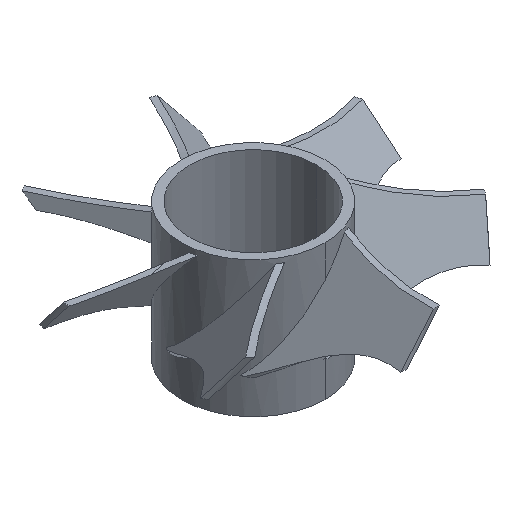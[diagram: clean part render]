
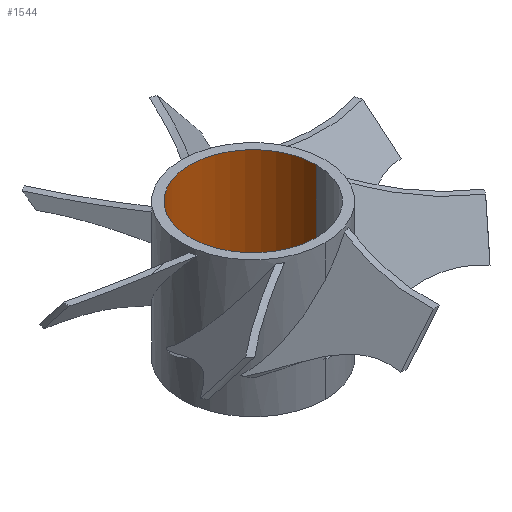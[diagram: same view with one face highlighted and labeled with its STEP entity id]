
A CAD part, isometric view. The second image highlights one B-rep face of the part: STEP entity #1544.
In plain terms, the highlighted cylindrical face has radius 13.188 mm (diameter 26.377 mm), a partial arc.
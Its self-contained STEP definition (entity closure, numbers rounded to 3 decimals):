
#11 = ORIENTED_EDGE ( 'NONE', *, *, #2034, .F. ) ;
#14 = EDGE_LOOP ( 'NONE', ( #2109, #11, #56, #1749 ) ) ;
#56 = ORIENTED_EDGE ( 'NONE', *, *, #1308, .T. ) ;
#74 = CARTESIAN_POINT ( 'NONE',  ( -13.188, 0., -31.558 ) ) ;
#75 = CIRCLE ( 'NONE', #1785, 13.188 ) ;
#77 = VERTEX_POINT ( 'NONE', #2050 ) ;
#138 = VERTEX_POINT ( 'NONE', #74 ) ;
#424 = VERTEX_POINT ( 'NONE', #714 ) ;
#546 = LINE ( 'NONE', #1835, #1573 ) ;
#714 = CARTESIAN_POINT ( 'NONE',  ( 13.188, 0., -3.152 ) ) ;
#786 = CARTESIAN_POINT ( 'NONE',  ( 0., 0., -31.558 ) ) ;
#973 = VECTOR ( 'NONE', #1848, 1000. ) ;
#977 = EDGE_CURVE ( 'NONE', #138, #77, #546, .T. ) ;
#1182 = VERTEX_POINT ( 'NONE', #1799 ) ;
#1202 = AXIS2_PLACEMENT_3D ( 'NONE', #1894, #2037, #2045 ) ;
#1308 = EDGE_CURVE ( 'NONE', #1182, #424, #1867, .T. ) ;
#1314 = CARTESIAN_POINT ( 'NONE',  ( 0., 0., -31.558 ) ) ;
#1318 = DIRECTION ( 'NONE',  ( 1., 0., 0. ) ) ;
#1356 = FACE_OUTER_BOUND ( 'NONE', #14, .T. ) ;
#1544 = ADVANCED_FACE ( 'NONE', ( #1356 ), #1704, .F. ) ;
#1573 = VECTOR ( 'NONE', #2008, 1000. ) ;
#1626 = EDGE_CURVE ( 'NONE', #77, #424, #1788, .T. ) ;
#1700 = CARTESIAN_POINT ( 'NONE',  ( 13.188, 0., -31.558 ) ) ;
#1704 = CYLINDRICAL_SURFACE ( 'NONE', #2055, 13.188 ) ;
#1749 = ORIENTED_EDGE ( 'NONE', *, *, #1626, .F. ) ;
#1785 = AXIS2_PLACEMENT_3D ( 'NONE', #1314, #1837, #1318 ) ;
#1788 = CIRCLE ( 'NONE', #1202, 13.188 ) ;
#1799 = CARTESIAN_POINT ( 'NONE',  ( 13.188, 0., -31.558 ) ) ;
#1835 = CARTESIAN_POINT ( 'NONE',  ( -13.188, 0., -31.558 ) ) ;
#1837 = DIRECTION ( 'NONE',  ( 0., 0., 1. ) ) ;
#1848 = DIRECTION ( 'NONE',  ( 0., 0., 1. ) ) ;
#1867 = LINE ( 'NONE', #1700, #973 ) ;
#1894 = CARTESIAN_POINT ( 'NONE',  ( 0., 0., -3.152 ) ) ;
#1967 = DIRECTION ( 'NONE',  ( 0., 0., 1. ) ) ;
#2008 = DIRECTION ( 'NONE',  ( 0., 0., 1. ) ) ;
#2034 = EDGE_CURVE ( 'NONE', #1182, #138, #75, .T. ) ;
#2037 = DIRECTION ( 'NONE',  ( 0., 0., -1. ) ) ;
#2045 = DIRECTION ( 'NONE',  ( 1., 0., 0. ) ) ;
#2050 = CARTESIAN_POINT ( 'NONE',  ( -13.188, 0., -3.152 ) ) ;
#2055 = AXIS2_PLACEMENT_3D ( 'NONE', #786, #1967, #2208 ) ;
#2109 = ORIENTED_EDGE ( 'NONE', *, *, #977, .F. ) ;
#2208 = DIRECTION ( 'NONE',  ( 1., 0., 0. ) ) ;
